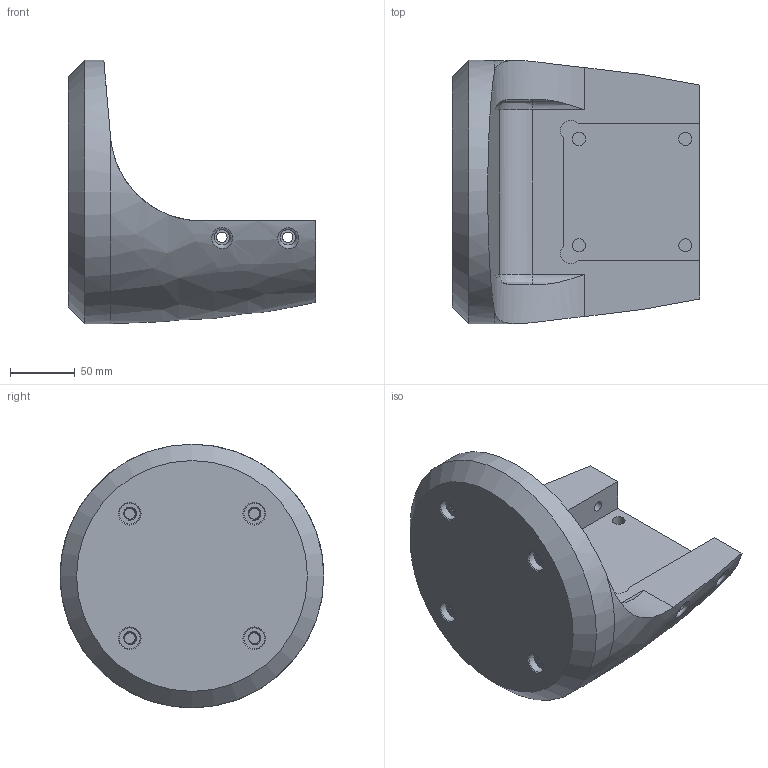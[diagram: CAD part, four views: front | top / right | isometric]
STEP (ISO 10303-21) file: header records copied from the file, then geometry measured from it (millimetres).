
FILE_DESCRIPTION(/* description */ (''),/* implementation_level */ '2;1');
FILE_NAME(/* name */ 'Trunnion Table.step',/* time_stamp */ '2024-03-12T16:05:26-07:00',/* author */ (''),/* organization */ (''),/* preprocessor_version */ 'ST-DEVELOPER v20',/* originating_system */ 'Autodesk Translation Framework v12.20.1.177',/* authorisation */ '');
FILE_SCHEMA (('AUTOMOTIVE_DESIGN { 1 0 10303 214 3 1 1 }'));
Length unit declared in the file: inch
Products named in the file (1): Trunnion Table
Bounding box: 190.5 x 203.2 x 203.2 mm (x, y, z)
Volume: 2413106 mm3; surface area: 162104.7 mm2
Topology: 1 solids, 1 shells, 188 faces, 499 edges, 329 vertices
Faces by surface type: cylinder 141, plane 26, bspline 16, cone 5
Full cylindrical faces by diameter (mm): 8 x4, 8.526 x48, 10 x4, 10.198 x52, 12 x4, 16 x4, 203.2 x1
Entity records: 18760 total; most frequent: CARTESIAN_POINT 14562, ORIENTED_EDGE 998, DIRECTION 637, EDGE_CURVE 499, VERTEX_POINT 329, B_SPLINE_CURVE_WITH_KNOTS 274, AXIS2_PLACEMENT_3D 239, EDGE_LOOP 212
